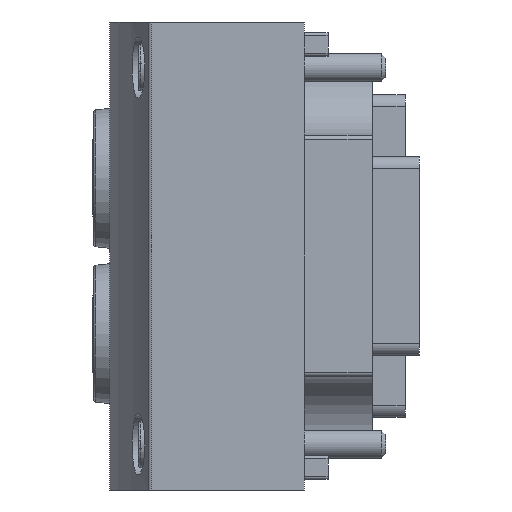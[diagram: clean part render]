
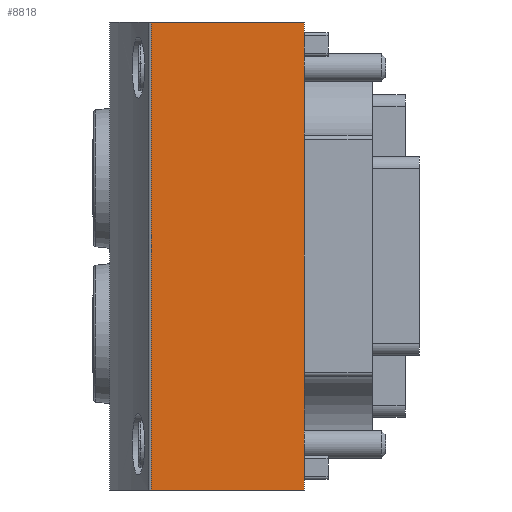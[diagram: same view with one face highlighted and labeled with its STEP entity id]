
A CAD part, left-side view. The second image highlights one B-rep face of the part: STEP entity #8818.
In plain terms, the highlighted planar face has unit normal (-1, 0, 0).
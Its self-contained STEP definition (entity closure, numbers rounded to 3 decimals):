
#908=ORIENTED_EDGE('',*,*,#3447,.T.);
#909=ORIENTED_EDGE('',*,*,#3448,.F.);
#910=ORIENTED_EDGE('',*,*,#3449,.F.);
#911=ORIENTED_EDGE('',*,*,#3445,.T.);
#3445=EDGE_CURVE('',#4715,#4714,#5551,.T.);
#3447=EDGE_CURVE('',#4714,#4716,#5552,.T.);
#3448=EDGE_CURVE('',#4717,#4716,#5553,.T.);
#3449=EDGE_CURVE('',#4715,#4717,#5554,.T.);
#4714=VERTEX_POINT('',#13580);
#4715=VERTEX_POINT('',#13582);
#4716=VERTEX_POINT('',#13586);
#4717=VERTEX_POINT('',#13588);
#5551=LINE('',#13581,#6387);
#5552=LINE('',#13585,#6388);
#5553=LINE('',#13587,#6389);
#5554=LINE('',#13589,#6390);
#6387=VECTOR('',#10607,1000.);
#6388=VECTOR('',#10612,1000.);
#6389=VECTOR('',#10613,1000.);
#6390=VECTOR('',#10614,1000.);
#7142=EDGE_LOOP('',(#908,#909,#910,#911));
#7836=FACE_BOUND('',#7142,.T.);
#8495=PLANE('',#9439);
#8818=ADVANCED_FACE('',(#7836),#8495,.F.);
#9439=AXIS2_PLACEMENT_3D('',#13584,#10610,#10611);
#10607=DIRECTION('',(0.,0.,-1.));
#10610=DIRECTION('',(1.,0.,0.));
#10611=DIRECTION('',(0.,0.,-1.));
#10612=DIRECTION('',(0.,-1.,0.));
#10613=DIRECTION('',(0.,0.,-1.));
#10614=DIRECTION('',(0.,-1.,0.));
#13580=CARTESIAN_POINT('',(-53.65,16.298,-24.85));
#13581=CARTESIAN_POINT('',(-53.65,16.298,24.85));
#13582=CARTESIAN_POINT('',(-53.65,16.298,24.85));
#13584=CARTESIAN_POINT('',(-53.65,16.298,24.85));
#13585=CARTESIAN_POINT('',(-53.65,16.298,-24.85));
#13586=CARTESIAN_POINT('',(-53.65,0.,-24.85));
#13587=CARTESIAN_POINT('',(-53.65,0.,24.85));
#13588=CARTESIAN_POINT('',(-53.65,0.,24.85));
#13589=CARTESIAN_POINT('',(-53.65,16.298,24.85));
